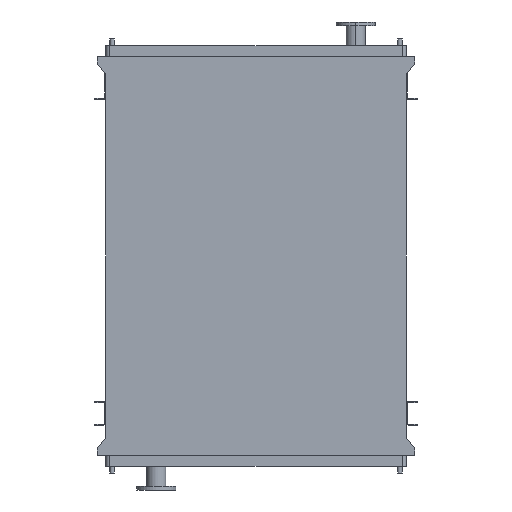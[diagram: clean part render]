
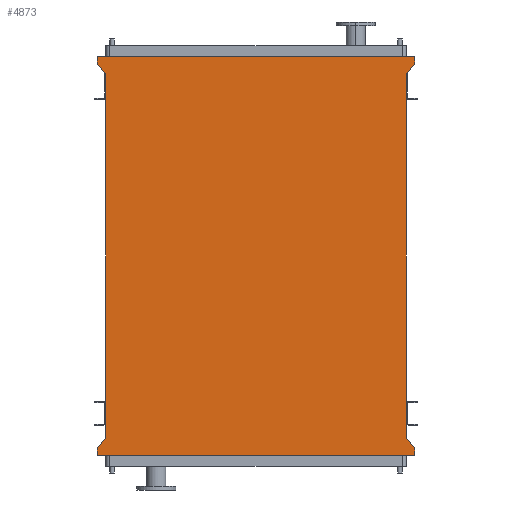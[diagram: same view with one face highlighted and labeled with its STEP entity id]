
A CAD part, front view. The second image highlights one B-rep face of the part: STEP entity #4873.
In plain terms, the highlighted planar face has unit normal (0, -1, 0).
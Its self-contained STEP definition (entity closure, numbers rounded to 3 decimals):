
#288 = ORIENTED_EDGE ( 'NONE', *, *, #14864, .F. ) ;
#436 = DIRECTION ( 'NONE',  ( 0., -1., 0. ) ) ;
#778 = CARTESIAN_POINT ( 'NONE',  ( -891., 0., -2103. ) ) ;
#809 = VERTEX_POINT ( 'NONE', #1610 ) ;
#824 = CARTESIAN_POINT ( 'NONE',  ( -891., 0., 53. ) ) ;
#1003 = CARTESIAN_POINT ( 'NONE',  ( -891., 0., -2103. ) ) ;
#1118 = EDGE_CURVE ( 'NONE', #2765, #4899, #11899, .T. ) ;
#1242 = CARTESIAN_POINT ( 'NONE',  ( 891., 0., -2103. ) ) ;
#1352 = DIRECTION ( 'NONE',  ( 0., 0., 1. ) ) ;
#1439 = VERTEX_POINT ( 'NONE', #9243 ) ;
#1563 = CARTESIAN_POINT ( 'NONE',  ( 891., 0., 95. ) ) ;
#1569 = VERTEX_POINT ( 'NONE', #14484 ) ;
#1610 = CARTESIAN_POINT ( 'NONE',  ( 891., 0., -2145. ) ) ;
#1710 = EDGE_LOOP ( 'NONE', ( #6354, #11779, #288, #3631, #7264, #14313, #3426, #6691, #5334, #9894, #10891, #13935 ) ) ;
#1735 = CARTESIAN_POINT ( 'NONE',  ( -845., 0., 0. ) ) ;
#1778 = CARTESIAN_POINT ( 'NONE',  ( -891., 0., 95. ) ) ;
#1956 = VERTEX_POINT ( 'NONE', #3176 ) ;
#2404 = EDGE_CURVE ( 'NONE', #9084, #10553, #7315, .T. ) ;
#2765 = VERTEX_POINT ( 'NONE', #7209 ) ;
#2901 = DIRECTION ( 'NONE',  ( 0., 0., -1. ) ) ;
#3052 = LINE ( 'NONE', #1778, #5942 ) ;
#3176 = CARTESIAN_POINT ( 'NONE',  ( -891., 0., 95. ) ) ;
#3292 = VECTOR ( 'NONE', #1352, 1000. ) ;
#3391 = DIRECTION ( 'NONE',  ( 0.655, 0., -0.755 ) ) ;
#3426 = ORIENTED_EDGE ( 'NONE', *, *, #10458, .F. ) ;
#3631 = ORIENTED_EDGE ( 'NONE', *, *, #7537, .F. ) ;
#3949 = VECTOR ( 'NONE', #15433, 1000. ) ;
#4871 = DIRECTION ( 'NONE',  ( -1., 0., 0. ) ) ;
#4873 = ADVANCED_FACE ( 'NONE', ( #10292 ), #12523, .T. ) ;
#4899 = VERTEX_POINT ( 'NONE', #778 ) ;
#5007 = EDGE_CURVE ( 'NONE', #1439, #809, #6181, .T. ) ;
#5170 = VECTOR ( 'NONE', #4871, 1000. ) ;
#5207 = DIRECTION ( 'NONE',  ( 0., 0., 1. ) ) ;
#5299 = LINE ( 'NONE', #1735, #9730 ) ;
#5334 = ORIENTED_EDGE ( 'NONE', *, *, #1118, .F. ) ;
#5375 = LINE ( 'NONE', #11439, #7942 ) ;
#5776 = EDGE_CURVE ( 'NONE', #6624, #15574, #5299, .T. ) ;
#5942 = VECTOR ( 'NONE', #9253, 1000. ) ;
#6053 = VECTOR ( 'NONE', #3391, 1000. ) ;
#6181 = LINE ( 'NONE', #10811, #8949 ) ;
#6270 = DIRECTION ( 'NONE',  ( -0.655, 0., -0.755 ) ) ;
#6354 = ORIENTED_EDGE ( 'NONE', *, *, #2404, .T. ) ;
#6460 = CARTESIAN_POINT ( 'NONE',  ( -845., 0., -2050. ) ) ;
#6501 = DIRECTION ( 'NONE',  ( 0.655, 0., 0.755 ) ) ;
#6564 = DIRECTION ( 'NONE',  ( 0., 0., -1. ) ) ;
#6624 = VERTEX_POINT ( 'NONE', #13914 ) ;
#6638 = LINE ( 'NONE', #7596, #14857 ) ;
#6691 = ORIENTED_EDGE ( 'NONE', *, *, #9043, .F. ) ;
#7013 = VECTOR ( 'NONE', #9513, 1000. ) ;
#7179 = EDGE_CURVE ( 'NONE', #809, #2765, #7347, .T. ) ;
#7209 = CARTESIAN_POINT ( 'NONE',  ( -891., 0., -2145. ) ) ;
#7264 = ORIENTED_EDGE ( 'NONE', *, *, #8677, .F. ) ;
#7309 = LINE ( 'NONE', #13603, #7508 ) ;
#7315 = LINE ( 'NONE', #12250, #3292 ) ;
#7347 = LINE ( 'NONE', #14364, #5170 ) ;
#7508 = VECTOR ( 'NONE', #6270, 1000. ) ;
#7537 = EDGE_CURVE ( 'NONE', #1956, #10514, #3052, .T. ) ;
#7596 = CARTESIAN_POINT ( 'NONE',  ( -845., 0., -2050. ) ) ;
#7942 = VECTOR ( 'NONE', #6501, 1000. ) ;
#8263 = CARTESIAN_POINT ( 'NONE',  ( -891., 0., 53. ) ) ;
#8577 = DIRECTION ( 'NONE',  ( 0., 0., -1. ) ) ;
#8677 = EDGE_CURVE ( 'NONE', #15574, #1956, #13225, .T. ) ;
#8949 = VECTOR ( 'NONE', #8577, 1000. ) ;
#9043 = EDGE_CURVE ( 'NONE', #4899, #1569, #5375, .T. ) ;
#9084 = VERTEX_POINT ( 'NONE', #10171 ) ;
#9243 = CARTESIAN_POINT ( 'NONE',  ( 891., 0., -2103. ) ) ;
#9253 = DIRECTION ( 'NONE',  ( 1., 0., 0. ) ) ;
#9513 = DIRECTION ( 'NONE',  ( 0., 0., 1. ) ) ;
#9730 = VECTOR ( 'NONE', #15015, 1000. ) ;
#9894 = ORIENTED_EDGE ( 'NONE', *, *, #7179, .F. ) ;
#10171 = CARTESIAN_POINT ( 'NONE',  ( 845., 0., -2050. ) ) ;
#10292 = FACE_OUTER_BOUND ( 'NONE', #1710, .T. ) ;
#10458 = EDGE_CURVE ( 'NONE', #1569, #6624, #6638, .T. ) ;
#10464 = CARTESIAN_POINT ( 'NONE',  ( 845., 0., 0. ) ) ;
#10514 = VERTEX_POINT ( 'NONE', #1563 ) ;
#10553 = VERTEX_POINT ( 'NONE', #10464 ) ;
#10811 = CARTESIAN_POINT ( 'NONE',  ( 891., 0., -2145. ) ) ;
#10891 = ORIENTED_EDGE ( 'NONE', *, *, #5007, .F. ) ;
#10966 = EDGE_CURVE ( 'NONE', #11445, #10553, #7309, .T. ) ;
#10981 = AXIS2_PLACEMENT_3D ( 'NONE', #6460, #436, #2901 ) ;
#11439 = CARTESIAN_POINT ( 'NONE',  ( -845., 0., -2050. ) ) ;
#11445 = VERTEX_POINT ( 'NONE', #13269 ) ;
#11587 = CARTESIAN_POINT ( 'NONE',  ( 891., 0., 95. ) ) ;
#11779 = ORIENTED_EDGE ( 'NONE', *, *, #10966, .F. ) ;
#11899 = LINE ( 'NONE', #1003, #7013 ) ;
#12250 = CARTESIAN_POINT ( 'NONE',  ( 845., 0., -2050. ) ) ;
#12523 = PLANE ( 'NONE',  #10981 ) ;
#12549 = LINE ( 'NONE', #11587, #14696 ) ;
#13225 = LINE ( 'NONE', #8263, #3949 ) ;
#13269 = CARTESIAN_POINT ( 'NONE',  ( 891., 0., 53. ) ) ;
#13603 = CARTESIAN_POINT ( 'NONE',  ( 891., 0., 53. ) ) ;
#13914 = CARTESIAN_POINT ( 'NONE',  ( -845., 0., 0. ) ) ;
#13935 = ORIENTED_EDGE ( 'NONE', *, *, #15293, .F. ) ;
#14313 = ORIENTED_EDGE ( 'NONE', *, *, #5776, .F. ) ;
#14364 = CARTESIAN_POINT ( 'NONE',  ( -891., 0., -2145. ) ) ;
#14373 = LINE ( 'NONE', #1242, #6053 ) ;
#14484 = CARTESIAN_POINT ( 'NONE',  ( -845., 0., -2050. ) ) ;
#14696 = VECTOR ( 'NONE', #6564, 1000. ) ;
#14857 = VECTOR ( 'NONE', #5207, 1000. ) ;
#14864 = EDGE_CURVE ( 'NONE', #10514, #11445, #12549, .T. ) ;
#15015 = DIRECTION ( 'NONE',  ( -0.655, 0., 0.755 ) ) ;
#15293 = EDGE_CURVE ( 'NONE', #9084, #1439, #14373, .T. ) ;
#15433 = DIRECTION ( 'NONE',  ( 0., 0., 1. ) ) ;
#15574 = VERTEX_POINT ( 'NONE', #824 ) ;
